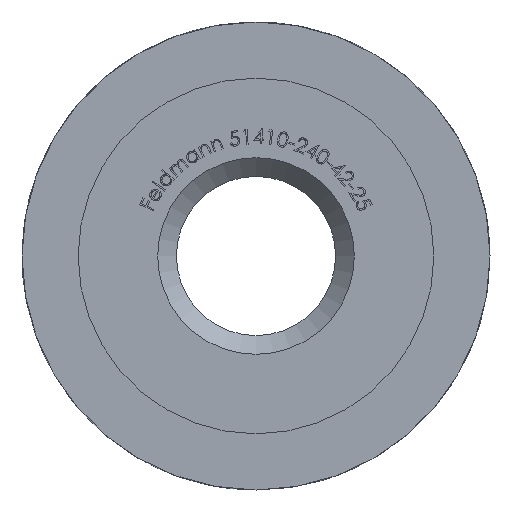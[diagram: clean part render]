
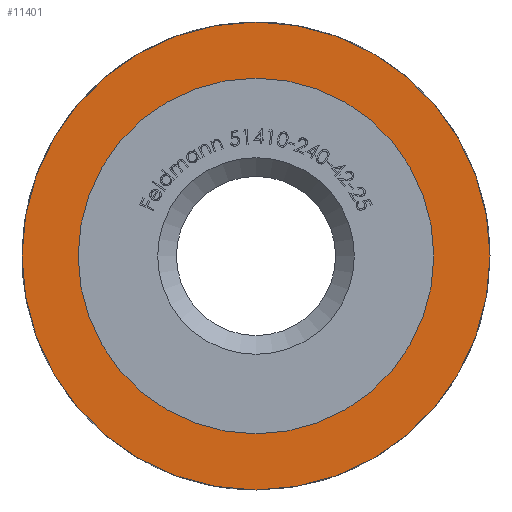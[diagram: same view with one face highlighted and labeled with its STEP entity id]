
A CAD part, front view. The second image highlights one B-rep face of the part: STEP entity #11401.
In plain terms, the highlighted planar face has unit normal (0, -1, 0).
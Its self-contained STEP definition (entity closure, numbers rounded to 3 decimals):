
#2368 = PLANE ( 'NONE',  #10190 ) ;
#2521 = AXIS2_PLACEMENT_3D ( 'NONE', #3914, #10674, #2669 ) ;
#2669 = DIRECTION ( 'NONE',  ( 0., 0., 1. ) ) ;
#2844 = CARTESIAN_POINT ( 'NONE',  ( 0., 0., 0. ) ) ;
#3914 = CARTESIAN_POINT ( 'NONE',  ( 0., 0., 0. ) ) ;
#4261 = ORIENTED_EDGE ( 'NONE', *, *, #5417, .F. ) ;
#5286 = VERTEX_POINT ( 'NONE', #12484 ) ;
#5417 = EDGE_CURVE ( 'NONE', #5286, #5286, #9802, .T. ) ;
#5715 = CARTESIAN_POINT ( 'NONE',  ( 0., 0., 9.5 ) ) ;
#6760 = ORIENTED_EDGE ( 'NONE', *, *, #13033, .T. ) ;
#7506 = AXIS2_PLACEMENT_3D ( 'NONE', #2844, #10784, #10735 ) ;
#7888 = CIRCLE ( 'NONE', #2521, 9.5 ) ;
#8434 = FACE_OUTER_BOUND ( 'NONE', #11315, .T. ) ;
#9183 = DIRECTION ( 'NONE',  ( 0., 0., 1. ) ) ;
#9802 = CIRCLE ( 'NONE', #7506, 12.5 ) ;
#10190 = AXIS2_PLACEMENT_3D ( 'NONE', #11396, #10328, #9183 ) ;
#10328 = DIRECTION ( 'NONE',  ( 0., 1., 0. ) ) ;
#10674 = DIRECTION ( 'NONE',  ( 0., 1., 0. ) ) ;
#10735 = DIRECTION ( 'NONE',  ( 0., 0., 1. ) ) ;
#10784 = DIRECTION ( 'NONE',  ( 0., 1., 0. ) ) ;
#11315 = EDGE_LOOP ( 'NONE', ( #4261 ) ) ;
#11396 = CARTESIAN_POINT ( 'NONE',  ( 0., 0., 0. ) ) ;
#11401 = ADVANCED_FACE ( 'NONE', ( #8434, #13374 ), #2368, .F. ) ;
#12239 = EDGE_LOOP ( 'NONE', ( #6760 ) ) ;
#12484 = CARTESIAN_POINT ( 'NONE',  ( 0., 0., 12.5 ) ) ;
#13033 = EDGE_CURVE ( 'NONE', #14600, #14600, #7888, .T. ) ;
#13374 = FACE_BOUND ( 'NONE', #12239, .T. ) ;
#14600 = VERTEX_POINT ( 'NONE', #5715 ) ;
